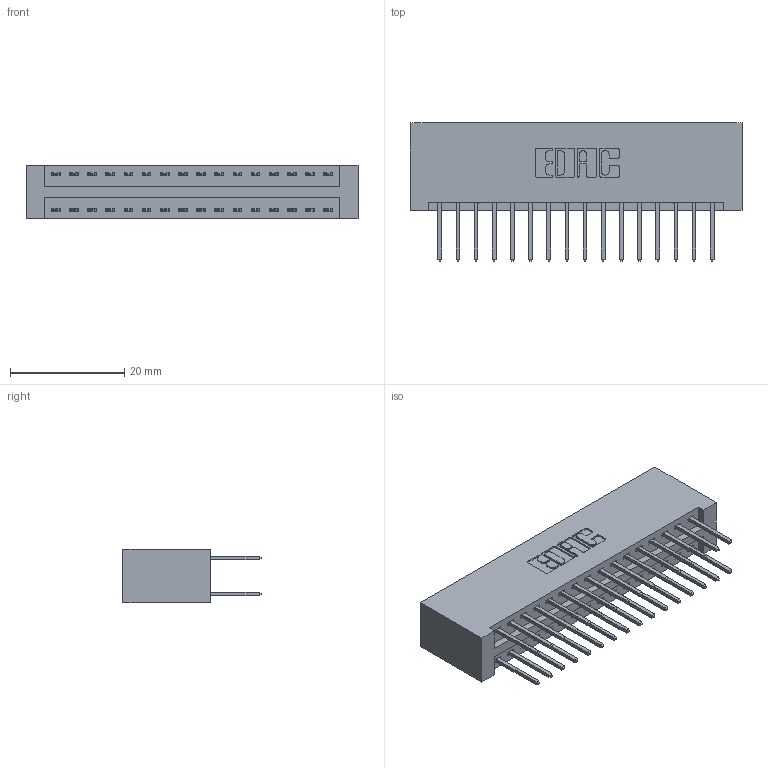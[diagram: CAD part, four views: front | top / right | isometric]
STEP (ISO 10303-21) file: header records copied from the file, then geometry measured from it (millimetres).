
FILE_DESCRIPTION (( 'STEP AP203' ), '1' );
FILE_NAME ('396-032-526-201.STEP', '2019-10-30T06:16:19', ( '' ), ( '' ), 'SwSTEP 2.0', 'SolidWorks 2016', '' );
FILE_SCHEMA (( 'CONFIG_CONTROL_DESIGN' ));
Length unit declared in the file: inch
Products named in the file (3): 396-032-526-201; 346 Part_No Mounting Lugs; 345-292-001_345-293-126
Assembly tree (33 placements, depth 2):
  396-032-526-201
    346 Part_No Mounting Lugs
    345-292-001_345-293-126  x32
Bounding box: 58.04 x 24.13 x 9.4 mm (x, y, z)
Volume: 6083.4 mm3; surface area: 8351.4 mm2
Topology: 33 solids, 33 shells, 1778 faces, 5265 edges, 3466 vertices
Faces by surface type: plane 1192, cylinder 586
Entity records: 13683 total; most frequent: CARTESIAN_POINT 2288, ORIENTED_EDGE 2222, DIRECTION 2063, EDGE_CURVE 1111, VECTOR 923, LINE 923, VERTEX_POINT 738, AXIS2_PLACEMENT_3D 570
